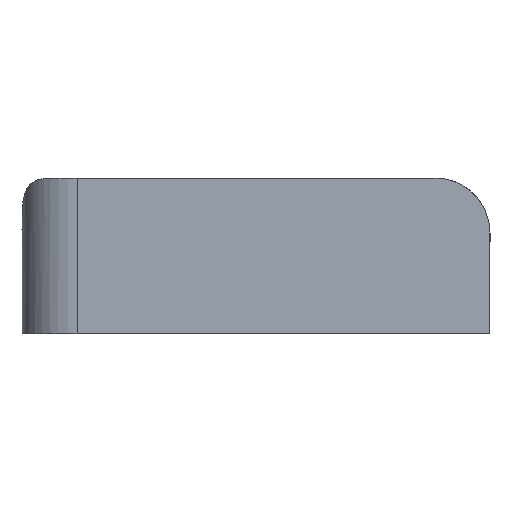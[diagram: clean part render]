
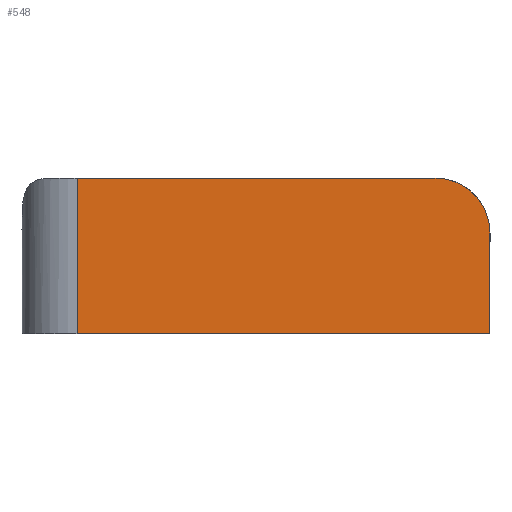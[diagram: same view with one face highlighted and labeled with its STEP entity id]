
A CAD part, front view. The second image highlights one B-rep face of the part: STEP entity #548.
In plain terms, the highlighted planar face has unit normal (0, -1, 0).
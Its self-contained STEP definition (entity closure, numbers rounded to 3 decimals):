
#253 = VERTEX_POINT ( 'NONE', #4769 ) ;
#548 = ADVANCED_FACE ( 'NONE', ( #2819 ), #2913, .T. ) ;
#1125 = EDGE_CURVE ( 'NONE', #253, #5809, #6381, .T. ) ;
#1323 = VERTEX_POINT ( 'NONE', #2549 ) ;
#1326 = DIRECTION ( 'NONE',  ( 0., 0., -1. ) ) ;
#1618 = CARTESIAN_POINT ( 'NONE',  ( 13.882, 11.598, -17. ) ) ;
#1815 = VECTOR ( 'NONE', #2228, 1000. ) ;
#1964 = DIRECTION ( 'NONE',  ( 0., -1., 0. ) ) ;
#2051 = ORIENTED_EDGE ( 'NONE', *, *, #3860, .F. ) ;
#2228 = DIRECTION ( 'NONE',  ( 1., 0., 0. ) ) ;
#2267 = LINE ( 'NONE', #6117, #2585 ) ;
#2280 = CARTESIAN_POINT ( 'NONE',  ( 58.882, 11.598, -6. ) ) ;
#2472 = DIRECTION ( 'NONE',  ( 0., -1., 0. ) ) ;
#2549 = CARTESIAN_POINT ( 'NONE',  ( 52.882, 11.598, 0. ) ) ;
#2585 = VECTOR ( 'NONE', #8042, 1000. ) ;
#2819 = FACE_OUTER_BOUND ( 'NONE', #5325, .T. ) ;
#2868 = VECTOR ( 'NONE', #3049, 1000. ) ;
#2913 = PLANE ( 'NONE',  #6661 ) ;
#3049 = DIRECTION ( 'NONE',  ( 0., 0., 1. ) ) ;
#3522 = LINE ( 'NONE', #4414, #1815 ) ;
#3557 = CARTESIAN_POINT ( 'NONE',  ( 13.882, 11.598, -17. ) ) ;
#3570 = EDGE_CURVE ( 'NONE', #4062, #5867, #6825, .T. ) ;
#3860 = EDGE_CURVE ( 'NONE', #253, #1323, #3522, .T. ) ;
#3890 = CARTESIAN_POINT ( 'NONE',  ( 52.882, 11.598, -6. ) ) ;
#4062 = VERTEX_POINT ( 'NONE', #4781 ) ;
#4357 = CIRCLE ( 'NONE', #9412, 6. ) ;
#4366 = EDGE_CURVE ( 'NONE', #5809, #4062, #2267, .T. ) ;
#4414 = CARTESIAN_POINT ( 'NONE',  ( 7.882, 11.598, 0. ) ) ;
#4769 = CARTESIAN_POINT ( 'NONE',  ( 13.882, 11.598, 0. ) ) ;
#4781 = CARTESIAN_POINT ( 'NONE',  ( 58.882, 11.598, -17. ) ) ;
#4857 = DIRECTION ( 'NONE',  ( 0., 0., -1. ) ) ;
#5058 = ORIENTED_EDGE ( 'NONE', *, *, #8364, .T. ) ;
#5205 = ORIENTED_EDGE ( 'NONE', *, *, #1125, .T. ) ;
#5281 = ORIENTED_EDGE ( 'NONE', *, *, #4366, .T. ) ;
#5325 = EDGE_LOOP ( 'NONE', ( #8623, #5058, #2051, #5205, #5281 ) ) ;
#5809 = VERTEX_POINT ( 'NONE', #1618 ) ;
#5867 = VERTEX_POINT ( 'NONE', #2280 ) ;
#6117 = CARTESIAN_POINT ( 'NONE',  ( 7.882, 11.598, -17. ) ) ;
#6381 = LINE ( 'NONE', #3557, #7426 ) ;
#6661 = AXIS2_PLACEMENT_3D ( 'NONE', #8503, #1964, #4857 ) ;
#6825 = LINE ( 'NONE', #7448, #2868 ) ;
#7426 = VECTOR ( 'NONE', #1326, 1000. ) ;
#7448 = CARTESIAN_POINT ( 'NONE',  ( 58.882, 11.598, -17. ) ) ;
#7536 = DIRECTION ( 'NONE',  ( 0., 0., -1. ) ) ;
#8042 = DIRECTION ( 'NONE',  ( 1., 0., 0. ) ) ;
#8364 = EDGE_CURVE ( 'NONE', #5867, #1323, #4357, .T. ) ;
#8503 = CARTESIAN_POINT ( 'NONE',  ( 7.882, 11.598, -17. ) ) ;
#8623 = ORIENTED_EDGE ( 'NONE', *, *, #3570, .T. ) ;
#9412 = AXIS2_PLACEMENT_3D ( 'NONE', #3890, #2472, #7536 ) ;
